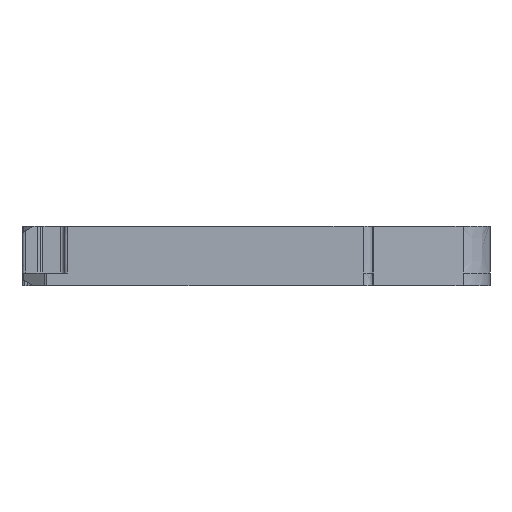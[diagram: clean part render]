
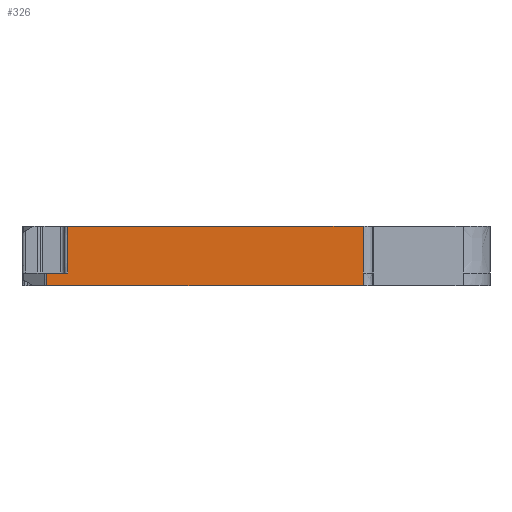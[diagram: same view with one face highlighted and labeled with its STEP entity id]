
A CAD part, left-side view. The second image highlights one B-rep face of the part: STEP entity #326.
In plain terms, the highlighted planar face has unit normal (-1, 0, 0).
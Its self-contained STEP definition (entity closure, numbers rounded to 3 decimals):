
#326=ADVANCED_FACE('',(#1100),#769,.T.);
#769=PLANE('',#9643);
#1100=FACE_OUTER_BOUND('',#1556,.T.);
#1556=EDGE_LOOP('',(#2835,#2836,#2837,#2838,#2839,#2840,#2841,#2842));
#2835=ORIENTED_EDGE('',*,*,#6942,.T.);
#2836=ORIENTED_EDGE('',*,*,#6943,.F.);
#2837=ORIENTED_EDGE('',*,*,#6939,.F.);
#2838=ORIENTED_EDGE('',*,*,#6944,.T.);
#2839=ORIENTED_EDGE('',*,*,#6945,.F.);
#2840=ORIENTED_EDGE('',*,*,#6946,.T.);
#2841=ORIENTED_EDGE('',*,*,#6947,.F.);
#2842=ORIENTED_EDGE('',*,*,#6589,.T.);
#5506=VERTEX_POINT('',#11159);
#5507=VERTEX_POINT('',#11164);
#5824=VERTEX_POINT('',#13309);
#5825=VERTEX_POINT('',#13310);
#5826=VERTEX_POINT('',#13329);
#5827=VERTEX_POINT('',#13338);
#5828=VERTEX_POINT('',#13343);
#5829=VERTEX_POINT('',#13348);
#6589=EDGE_CURVE('',#5507,#5506,#8112,.T.);
#6939=EDGE_CURVE('',#5824,#5825,#8373,.T.);
#6942=EDGE_CURVE('',#5506,#5826,#8377,.T.);
#6943=EDGE_CURVE('',#5825,#5826,#8378,.T.);
#6944=EDGE_CURVE('',#5824,#5827,#8379,.T.);
#6945=EDGE_CURVE('',#5828,#5827,#8380,.T.);
#6946=EDGE_CURVE('',#5828,#5829,#8381,.T.);
#6947=EDGE_CURVE('',#5507,#5829,#8382,.T.);
#8112=B_SPLINE_CURVE_WITH_KNOTS('',3,(#11160,#11161,#11162,#11163),.UNSPECIFIED.,
 .F.,.F.,(4,4),(0.,1.),.UNSPECIFIED.);
#8373=B_SPLINE_CURVE_WITH_KNOTS('',1,(#13307,#13308),.UNSPECIFIED.,.F.,.F.,
(2,2),(0.,1.),.UNSPECIFIED.);
#8377=B_SPLINE_CURVE_WITH_KNOTS('',3,(#13325,#13326,#13327,#13328),.UNSPECIFIED.,
 .F.,.F.,(4,4),(0.,1.),.UNSPECIFIED.);
#8378=B_SPLINE_CURVE_WITH_KNOTS('',3,(#13330,#13331,#13332,#13333),.UNSPECIFIED.,
 .F.,.F.,(4,4),(0.,1.),.UNSPECIFIED.);
#8379=B_SPLINE_CURVE_WITH_KNOTS('',3,(#13334,#13335,#13336,#13337),.UNSPECIFIED.,
 .F.,.F.,(4,4),(0.,1.),.UNSPECIFIED.);
#8380=B_SPLINE_CURVE_WITH_KNOTS('',3,(#13339,#13340,#13341,#13342),.UNSPECIFIED.,
 .F.,.F.,(4,4),(0.,1.),.UNSPECIFIED.);
#8381=B_SPLINE_CURVE_WITH_KNOTS('',3,(#13344,#13345,#13346,#13347),.UNSPECIFIED.,
 .F.,.F.,(4,4),(0.,1.),.UNSPECIFIED.);
#8382=B_SPLINE_CURVE_WITH_KNOTS('',1,(#13349,#13350),.UNSPECIFIED.,.F.,.F.,
(2,2),(0.,1.),.UNSPECIFIED.);
#9643=AXIS2_PLACEMENT_3D('',#13351,#10162,#10163);
#10162=DIRECTION('',(-1.,0.,0.));
#10163=DIRECTION('',(0.,0.,1.));
#11159=CARTESIAN_POINT('',(-36.,31.091,0.961));
#11160=CARTESIAN_POINT('',(-36.,29.3,0.961));
#11161=CARTESIAN_POINT('',(-36.,29.897,0.961));
#11162=CARTESIAN_POINT('',(-36.,30.494,0.961));
#11163=CARTESIAN_POINT('',(-36.,31.091,0.961));
#11164=CARTESIAN_POINT('',(-36.,29.3,0.961));
#13307=CARTESIAN_POINT('',(-36.,4.1,0.961));
#13308=CARTESIAN_POINT('',(-36.,4.1,-0.139));
#13309=CARTESIAN_POINT('',(-36.,4.1,0.961));
#13310=CARTESIAN_POINT('',(-36.,4.1,-0.139));
#13325=CARTESIAN_POINT('',(-36.,31.091,0.961));
#13326=CARTESIAN_POINT('',(-36.,31.091,0.595));
#13327=CARTESIAN_POINT('',(-36.,31.091,0.228));
#13328=CARTESIAN_POINT('',(-36.,31.091,-0.139));
#13329=CARTESIAN_POINT('',(-36.,31.091,-0.139));
#13330=CARTESIAN_POINT('',(-36.,4.1,-0.139));
#13331=CARTESIAN_POINT('',(-36.,13.097,-0.139));
#13332=CARTESIAN_POINT('',(-36.,22.094,-0.139));
#13333=CARTESIAN_POINT('',(-36.,31.091,-0.139));
#13334=CARTESIAN_POINT('',(-36.,4.1,0.961));
#13335=CARTESIAN_POINT('',(-36.,4.1,2.295));
#13336=CARTESIAN_POINT('',(-36.,4.1,3.628));
#13337=CARTESIAN_POINT('',(-36.,4.1,4.961));
#13338=CARTESIAN_POINT('',(-36.,4.1,4.961));
#13339=CARTESIAN_POINT('',(-36.,6.6,4.961));
#13340=CARTESIAN_POINT('',(-36.,5.767,4.961));
#13341=CARTESIAN_POINT('',(-36.,4.933,4.961));
#13342=CARTESIAN_POINT('',(-36.,4.1,4.961));
#13343=CARTESIAN_POINT('',(-36.,6.6,4.961));
#13344=CARTESIAN_POINT('',(-36.,6.6,4.961));
#13345=CARTESIAN_POINT('',(-36.,14.167,4.961));
#13346=CARTESIAN_POINT('',(-36.,21.733,4.961));
#13347=CARTESIAN_POINT('',(-36.,29.3,4.961));
#13348=CARTESIAN_POINT('',(-36.,29.3,4.961));
#13349=CARTESIAN_POINT('',(-36.,29.3,0.961));
#13350=CARTESIAN_POINT('',(-36.,29.3,4.961));
#13351=CARTESIAN_POINT('',(-36.,0.,0.961));
